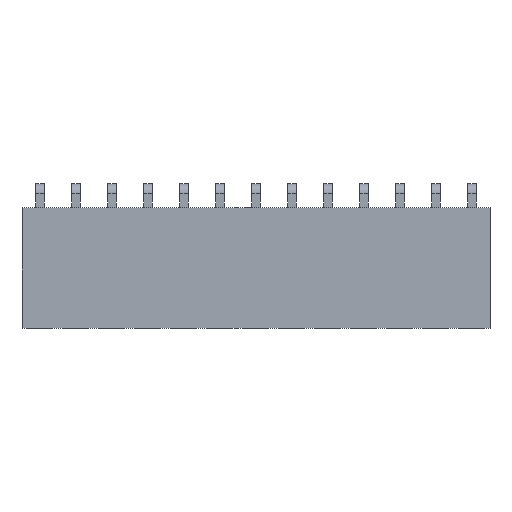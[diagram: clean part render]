
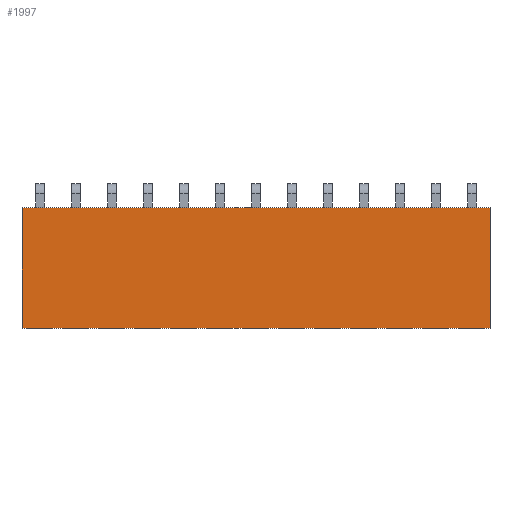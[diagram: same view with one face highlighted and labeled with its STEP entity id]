
A CAD part, top view. The second image highlights one B-rep face of the part: STEP entity #1997.
In plain terms, the highlighted planar face has unit normal (0, 0, 1).
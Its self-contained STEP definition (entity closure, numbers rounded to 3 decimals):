
#1997=ADVANCED_FACE('',(#8493),#8495,.T.);
#8493=FACE_BOUND('',#8494,.T.);
#8494=EDGE_LOOP('',(#13705,#13706,#13707,#13708));
#8495=PLANE('',#8496);
#8496=AXIS2_PLACEMENT_3D('',#8497,#8498,#8499);
#8497=CARTESIAN_POINT('',(1.27,-1.5,2.54));
#8498=DIRECTION('',(0.,0.,1.));
#8499=DIRECTION('',(-1.,0.,0.));
#13705=ORIENTED_EDGE('',*,*,#17177,.T.);
#13706=ORIENTED_EDGE('',*,*,#17359,.F.);
#13707=ORIENTED_EDGE('',*,*,#17184,.F.);
#13708=ORIENTED_EDGE('',*,*,#17412,.T.);
#17177=EDGE_CURVE('',#19729,#19727,#19730,.T.);
#17184=EDGE_CURVE('',#19739,#19741,#19742,.T.);
#17359=EDGE_CURVE('',#19741,#19727,#20035,.T.);
#17412=EDGE_CURVE('',#19739,#19729,#20140,.T.);
#19727=VERTEX_POINT('',#24521);
#19729=VERTEX_POINT('',#24525);
#19730=LINE('',#24526,#24527);
#19739=VERTEX_POINT('',#24547);
#19741=VERTEX_POINT('',#24551);
#19742=LINE('',#24552,#24553);
#20035=LINE('',#25199,#25200);
#20140=LINE('',#25410,#25411);
#24521=CARTESIAN_POINT('',(-1.27,-10.,2.54));
#24525=CARTESIAN_POINT('',(-1.27,-1.5,2.54));
#24526=CARTESIAN_POINT('',(-1.27,-1.5,2.54));
#24527=VECTOR('',#24528,1.);
#24528=DIRECTION('',(0.,-1.,0.));
#24547=CARTESIAN_POINT('',(31.75,-1.5,2.54));
#24551=CARTESIAN_POINT('',(31.75,-10.,2.54));
#24552=CARTESIAN_POINT('',(31.75,-1.5,2.54));
#24553=VECTOR('',#24554,1.);
#24554=DIRECTION('',(0.,-1.,0.));
#25199=CARTESIAN_POINT('',(31.75,-10.,2.54));
#25200=VECTOR('',#25201,1.);
#25201=DIRECTION('',(-1.,0.,0.));
#25410=CARTESIAN_POINT('',(31.75,-1.5,2.54));
#25411=VECTOR('',#25412,1.);
#25412=DIRECTION('',(-1.,0.,0.));
